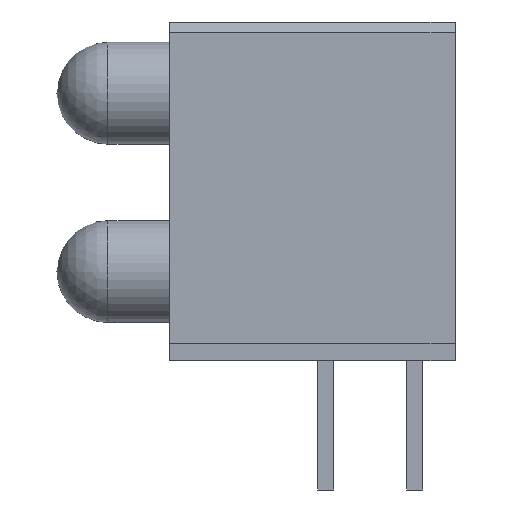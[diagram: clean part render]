
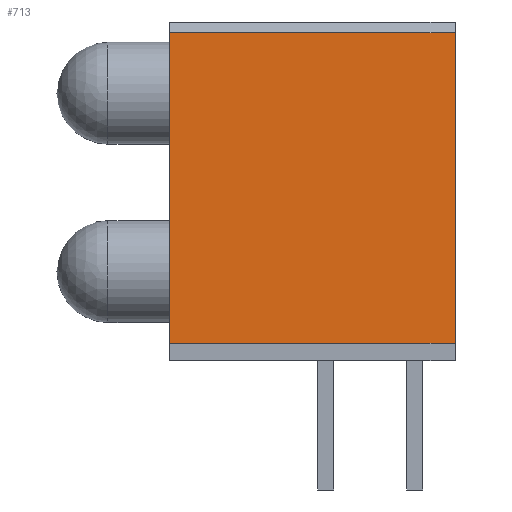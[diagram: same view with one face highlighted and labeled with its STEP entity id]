
A CAD part, front view. The second image highlights one B-rep face of the part: STEP entity #713.
In plain terms, the highlighted planar face has unit normal (0, -1, 0).
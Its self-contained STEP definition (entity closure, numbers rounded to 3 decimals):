
#44=FACE_OUTER_BOUND($,#95,.T.);
#95=EDGE_LOOP($,(#490,#491,#492,#493));
#154=LINE($,#1059,#241);
#157=LINE($,#1065,#244);
#158=LINE($,#1066,#245);
#159=LINE($,#1067,#246);
#241=VECTOR($,#852,8.128);
#244=VECTOR($,#857,8.128);
#245=VECTOR($,#858,8.85);
#246=VECTOR($,#859,8.85);
#327=VERTEX_POINT($,#1057);
#328=VERTEX_POINT($,#1058);
#329=VERTEX_POINT($,#1063);
#330=VERTEX_POINT($,#1064);
#392=EDGE_CURVE($,#327,#328,#154,.T.);
#395=EDGE_CURVE($,#329,#330,#157,.T.);
#396=EDGE_CURVE($,#328,#329,#158,.T.);
#397=EDGE_CURVE($,#327,#330,#159,.T.);
#490=ORIENTED_EDGE($,*,*,#395,.F.);
#491=ORIENTED_EDGE($,*,*,#396,.F.);
#492=ORIENTED_EDGE($,*,*,#392,.F.);
#493=ORIENTED_EDGE($,*,*,#397,.T.);
#667=PLANE($,#783);
#713=ADVANCED_FACE($,(#44),#667,.T.);
#783=AXIS2_PLACEMENT_3D($,#1062,#855,#856);
#852=DIRECTION($,(-1.,0.,0.));
#855=DIRECTION('center_axis',(0.,-1.,0.));
#856=DIRECTION('ref_axis',(0.,0.,-1.));
#857=DIRECTION($,(1.,0.,0.));
#858=DIRECTION($,(0.,0.,1.));
#859=DIRECTION($,(0.,0.,1.));
#1057=CARTESIAN_POINT('',(2.413,-2.16,0.5));
#1058=CARTESIAN_POINT('',(-5.715,-2.16,0.5));
#1059=CARTESIAN_POINT($,(4.835,-2.16,0.5));
#1062=CARTESIAN_POINT('Origin',(4.835,-2.16,0.5));
#1063=CARTESIAN_POINT('',(-5.715,-2.16,9.35));
#1064=CARTESIAN_POINT('',(2.413,-2.16,9.35));
#1065=CARTESIAN_POINT($,(2.198,-2.16,9.35));
#1066=CARTESIAN_POINT($,(-5.715,-2.16,0.5));
#1067=CARTESIAN_POINT($,(2.413,-2.16,0.5));
